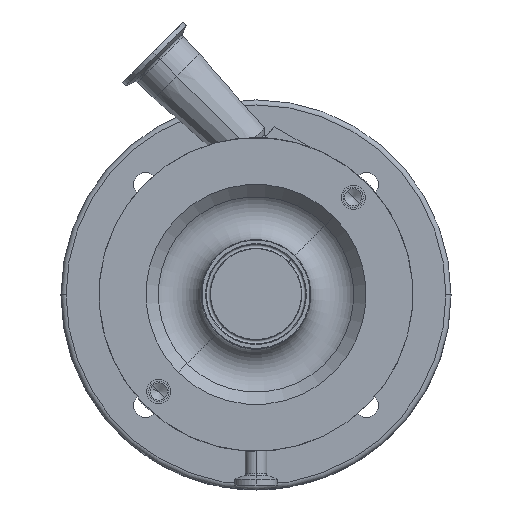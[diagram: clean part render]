
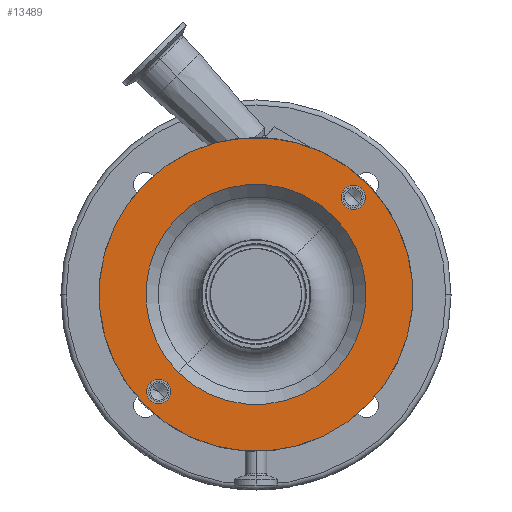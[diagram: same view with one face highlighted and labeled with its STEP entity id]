
A CAD part, top view. The second image highlights one B-rep face of the part: STEP entity #13489.
In plain terms, the highlighted planar face has unit normal (0, 0, 1).
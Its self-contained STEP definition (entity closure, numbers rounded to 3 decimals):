
#33 = CARTESIAN_POINT ( 'NONE',  ( 45.906, 45.906, 205.5 ) ) ;
#784 = DIRECTION ( 'NONE',  ( 0.707, 0.707, 0. ) ) ;
#1153 = EDGE_LOOP ( 'NONE', ( #3022, #7290 ) ) ;
#1247 = CARTESIAN_POINT ( 'NONE',  ( 65.407, 65.407, 205.5 ) ) ;
#1552 = EDGE_CURVE ( 'NONE', #17329, #13838, #10214, .T. ) ;
#2095 = AXIS2_PLACEMENT_3D ( 'NONE', #17616, #16208, #14873 ) ;
#2213 = CARTESIAN_POINT ( 'NONE',  ( -45.906, -45.906, 205.5 ) ) ;
#2597 = DIRECTION ( 'NONE',  ( 0.707, 0.707, 0. ) ) ;
#2626 = AXIS2_PLACEMENT_3D ( 'NONE', #15367, #8425, #11613 ) ;
#2785 = CARTESIAN_POINT ( 'NONE',  ( 0., 0., 205.5 ) ) ;
#3022 = ORIENTED_EDGE ( 'NONE', *, *, #9448, .F. ) ;
#3246 = CIRCLE ( 'NONE', #13806, 7.144 ) ;
#3286 = VERTEX_POINT ( 'NONE', #33 ) ;
#3843 = EDGE_LOOP ( 'NONE', ( #15008, #7741 ) ) ;
#3930 = ORIENTED_EDGE ( 'NONE', *, *, #15248, .F. ) ;
#3937 = VERTEX_POINT ( 'NONE', #15435 ) ;
#3997 = EDGE_CURVE ( 'NONE', #8762, #3286, #9014, .T. ) ;
#4130 = AXIS2_PLACEMENT_3D ( 'NONE', #16255, #13122, #13409 ) ;
#4725 = FACE_BOUND ( 'NONE', #3843, .T. ) ;
#4822 = FACE_BOUND ( 'NONE', #1153, .T. ) ;
#4855 = CIRCLE ( 'NONE', #17528, 7.144 ) ;
#5492 = AXIS2_PLACEMENT_3D ( 'NONE', #13958, #8371, #14782 ) ;
#6712 = DIRECTION ( 'NONE',  ( 0.707, 0.707, 0. ) ) ;
#7290 = ORIENTED_EDGE ( 'NONE', *, *, #17685, .F. ) ;
#7741 = ORIENTED_EDGE ( 'NONE', *, *, #3997, .F. ) ;
#8371 = DIRECTION ( 'NONE',  ( 0., 0., 1. ) ) ;
#8425 = DIRECTION ( 'NONE',  ( 0., 0., 1. ) ) ;
#8762 = VERTEX_POINT ( 'NONE', #2213 ) ;
#8791 = CARTESIAN_POINT ( 'NONE',  ( 0., 0., 205.5 ) ) ;
#8858 = DIRECTION ( 'NONE',  ( 0., 0., 1. ) ) ;
#8969 = ORIENTED_EDGE ( 'NONE', *, *, #1552, .T. ) ;
#9014 = CIRCLE ( 'NONE', #11739, 64.921 ) ;
#9199 = ORIENTED_EDGE ( 'NONE', *, *, #13560, .T. ) ;
#9332 = CARTESIAN_POINT ( 'NONE',  ( 52.224, 52.224, 205.5 ) ) ;
#9340 = VERTEX_POINT ( 'NONE', #9332 ) ;
#9448 = EDGE_CURVE ( 'NONE', #3937, #9340, #18267, .T. ) ;
#9880 = CARTESIAN_POINT ( 'NONE',  ( -62.327, -62.327, 205.5 ) ) ;
#10102 = AXIS2_PLACEMENT_3D ( 'NONE', #16528, #15299, #6712 ) ;
#10159 = CARTESIAN_POINT ( 'NONE',  ( -57.276, -57.276, 205.5 ) ) ;
#10201 = FACE_OUTER_BOUND ( 'NONE', #11699, .T. ) ;
#10214 = CIRCLE ( 'NONE', #2095, 92.5 ) ;
#10276 = DIRECTION ( 'NONE',  ( 0.707, 0.707, 0. ) ) ;
#10472 = PLANE ( 'NONE',  #4130 ) ;
#10729 = CIRCLE ( 'NONE', #2626, 64.921 ) ;
#11330 = CIRCLE ( 'NONE', #13772, 92.5 ) ;
#11569 = DIRECTION ( 'NONE',  ( 0.707, 0.707, 0. ) ) ;
#11580 = CARTESIAN_POINT ( 'NONE',  ( -65.407, -65.407, 205.5 ) ) ;
#11613 = DIRECTION ( 'NONE',  ( 0.707, 0.707, 0. ) ) ;
#11699 = EDGE_LOOP ( 'NONE', ( #9199, #8969 ) ) ;
#11739 = AXIS2_PLACEMENT_3D ( 'NONE', #2785, #14293, #2597 ) ;
#11759 = DIRECTION ( 'NONE',  ( 0., 0., 1. ) ) ;
#11783 = CARTESIAN_POINT ( 'NONE',  ( -57.276, -57.276, 205.5 ) ) ;
#11843 = ORIENTED_EDGE ( 'NONE', *, *, #16206, .F. ) ;
#11884 = FACE_BOUND ( 'NONE', #13700, .T. ) ;
#13122 = DIRECTION ( 'NONE',  ( 0., 0., -1. ) ) ;
#13409 = DIRECTION ( 'NONE',  ( 0., -1., 0. ) ) ;
#13489 = ADVANCED_FACE ( 'NONE', ( #10201, #4822, #11884, #4725 ), #10472, .F. ) ;
#13560 = EDGE_CURVE ( 'NONE', #13838, #17329, #11330, .T. ) ;
#13631 = CIRCLE ( 'NONE', #5492, 7.144 ) ;
#13700 = EDGE_LOOP ( 'NONE', ( #3930, #11843 ) ) ;
#13772 = AXIS2_PLACEMENT_3D ( 'NONE', #8791, #17482, #784 ) ;
#13806 = AXIS2_PLACEMENT_3D ( 'NONE', #10159, #11759, #11569 ) ;
#13838 = VERTEX_POINT ( 'NONE', #1247 ) ;
#13958 = CARTESIAN_POINT ( 'NONE',  ( 57.276, 57.276, 205.5 ) ) ;
#14293 = DIRECTION ( 'NONE',  ( 0., 0., 1. ) ) ;
#14782 = DIRECTION ( 'NONE',  ( 0.707, 0.707, 0. ) ) ;
#14873 = DIRECTION ( 'NONE',  ( 0.707, 0.707, 0. ) ) ;
#15008 = ORIENTED_EDGE ( 'NONE', *, *, #15464, .F. ) ;
#15073 = VERTEX_POINT ( 'NONE', #9880 ) ;
#15248 = EDGE_CURVE ( 'NONE', #15363, #15073, #3246, .T. ) ;
#15299 = DIRECTION ( 'NONE',  ( 0., 0., 1. ) ) ;
#15363 = VERTEX_POINT ( 'NONE', #16599 ) ;
#15367 = CARTESIAN_POINT ( 'NONE',  ( 0., 0., 205.5 ) ) ;
#15435 = CARTESIAN_POINT ( 'NONE',  ( 62.327, 62.327, 205.5 ) ) ;
#15464 = EDGE_CURVE ( 'NONE', #3286, #8762, #10729, .T. ) ;
#16206 = EDGE_CURVE ( 'NONE', #15073, #15363, #4855, .T. ) ;
#16208 = DIRECTION ( 'NONE',  ( 0., 0., 1. ) ) ;
#16255 = CARTESIAN_POINT ( 'NONE',  ( -22.627, 22.627, 205.5 ) ) ;
#16528 = CARTESIAN_POINT ( 'NONE',  ( 57.276, 57.276, 205.5 ) ) ;
#16599 = CARTESIAN_POINT ( 'NONE',  ( -52.224, -52.224, 205.5 ) ) ;
#17329 = VERTEX_POINT ( 'NONE', #11580 ) ;
#17482 = DIRECTION ( 'NONE',  ( 0., 0., 1. ) ) ;
#17528 = AXIS2_PLACEMENT_3D ( 'NONE', #11783, #8858, #10276 ) ;
#17616 = CARTESIAN_POINT ( 'NONE',  ( 0., 0., 205.5 ) ) ;
#17685 = EDGE_CURVE ( 'NONE', #9340, #3937, #13631, .T. ) ;
#18267 = CIRCLE ( 'NONE', #10102, 7.144 ) ;
